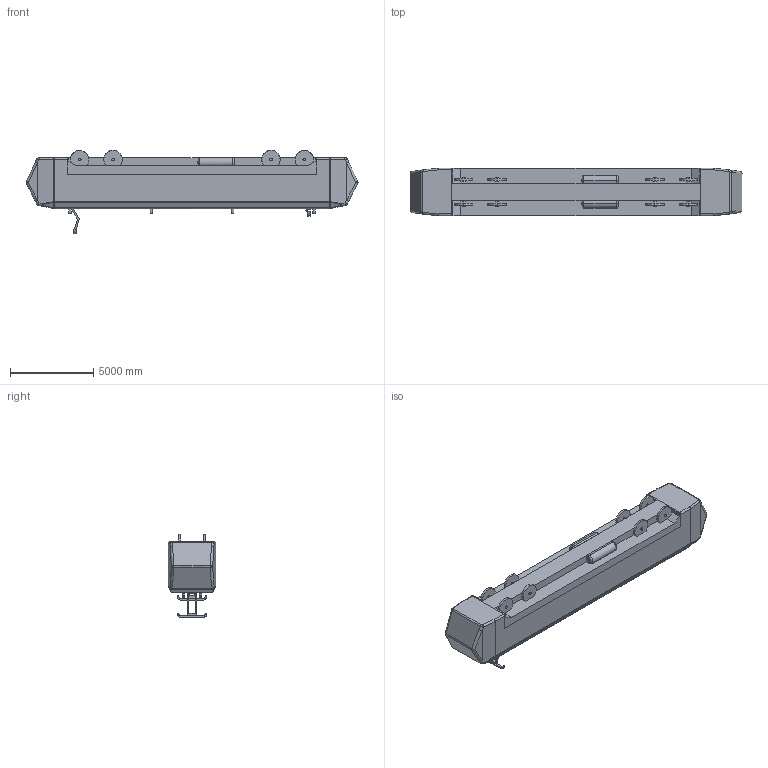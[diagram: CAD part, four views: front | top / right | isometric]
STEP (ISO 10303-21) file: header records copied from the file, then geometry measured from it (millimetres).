
FILE_DESCRIPTION (( 'STEP AP214' ), '1' );
FILE_NAME ('Locomotive_versionB_MoreDetailed.STEP', '2024-03-20T10:55:55', ( '' ), ( '' ), 'SwSTEP 2.0', 'SolidWorks 2022', '' );
FILE_SCHEMA (( 'AUTOMOTIVE_DESIGN' ));
Length unit declared in the file: millimetre
Products named in the file (1): Locomotive_versionB_MoreDetailed
Bounding box: 19965.56 x 2850 x 5000 mm (x, y, z)
Surface area: 254361591.1 mm2 (no closed solid volume)
Topology: 0 solids, 3 shells, 336 faces, 860 edges, 522 vertices
Faces by surface type: cylinder 142, plane 116, bspline 36, sphere 18, torus 16, cone 8
Entity records: 26360 total; most frequent: CARTESIAN_POINT 16544, ORIENTED_EDGE 1636, EDGE_CURVE 834, B_SPLINE_CURVE_WITH_KNOTS 804, DIRECTION 602, VERTEX_POINT 522, EDGE_LOOP 378, UNCERTAINTY_MEASURE_WITH_UNIT 338
